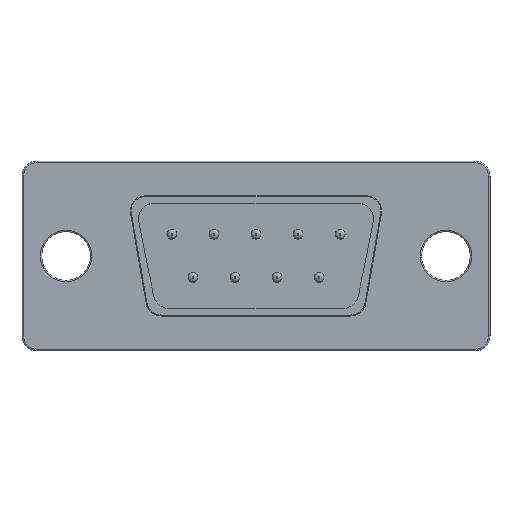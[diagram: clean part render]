
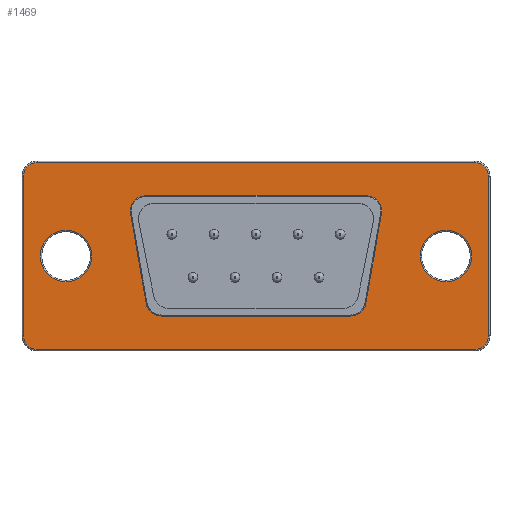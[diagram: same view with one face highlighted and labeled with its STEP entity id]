
A CAD part, top view. The second image highlights one B-rep face of the part: STEP entity #1469.
In plain terms, the highlighted planar face has unit normal (0, 0, 1).
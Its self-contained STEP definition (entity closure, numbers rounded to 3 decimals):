
#1278 = VERTEX_POINT('',#1279);
#1279 = CARTESIAN_POINT('',(-1.729,2.53,4.7));
#1285 = EDGE_CURVE('',#1278,#1286,#1288,.T.);
#1286 = VERTEX_POINT('',#1287);
#1287 = CARTESIAN_POINT('',(-2.714,1.357,4.7));
#1288 = CIRCLE('',#1289,1.);
#1289 = AXIS2_PLACEMENT_3D('',#1290,#1291,#1292);
#1290 = CARTESIAN_POINT('',(-1.729,1.53,4.7));
#1291 = DIRECTION('',(0.,0.,1.));
#1292 = DIRECTION('',(0.,-1.,0.));
#1312 = VERTEX_POINT('',#1313);
#1313 = CARTESIAN_POINT('',(12.809,2.53,4.7));
#1319 = EDGE_CURVE('',#1278,#1312,#1320,.T.);
#1320 = LINE('',#1321,#1322);
#1321 = CARTESIAN_POINT('',(-2.92,2.53,4.7));
#1322 = VECTOR('',#1323,1.);
#1323 = DIRECTION('',(1.,0.,0.));
#1334 = VERTEX_POINT('',#1335);
#1335 = CARTESIAN_POINT('',(-1.68,-4.543,4.7));
#1343 = EDGE_CURVE('',#1334,#1286,#1344,.T.);
#1344 = LINE('',#1345,#1346);
#1345 = CARTESIAN_POINT('',(-1.535,-5.37,4.7));
#1346 = VECTOR('',#1347,1.);
#1347 = DIRECTION('',(-0.173,0.985,0.));
#1358 = EDGE_CURVE('',#1312,#1359,#1361,.T.);
#1359 = VERTEX_POINT('',#1360);
#1360 = CARTESIAN_POINT('',(13.794,1.357,4.7));
#1361 = CIRCLE('',#1362,1.);
#1362 = AXIS2_PLACEMENT_3D('',#1363,#1364,#1365);
#1363 = CARTESIAN_POINT('',(12.809,1.53,4.7));
#1364 = DIRECTION('',(0.,0.,-1.));
#1365 = DIRECTION('',(0.,-1.,0.));
#1383 = VERTEX_POINT('',#1384);
#1384 = CARTESIAN_POINT('',(-0.695,-5.37,4.7));
#1390 = EDGE_CURVE('',#1383,#1334,#1391,.T.);
#1391 = CIRCLE('',#1392,1.);
#1392 = AXIS2_PLACEMENT_3D('',#1393,#1394,#1395);
#1393 = CARTESIAN_POINT('',(-0.695,-4.37,4.7));
#1394 = DIRECTION('',(0.,0.,-1.));
#1395 = DIRECTION('',(0.,-1.,0.));
#1408 = VERTEX_POINT('',#1409);
#1409 = CARTESIAN_POINT('',(12.76,-4.543,4.7));
#1415 = EDGE_CURVE('',#1359,#1408,#1416,.T.);
#1416 = LINE('',#1417,#1418);
#1417 = CARTESIAN_POINT('',(14.,2.53,4.7));
#1418 = VECTOR('',#1419,1.);
#1419 = DIRECTION('',(-0.173,-0.985,0.));
#1432 = EDGE_CURVE('',#1433,#1383,#1435,.T.);
#1433 = VERTEX_POINT('',#1434);
#1434 = CARTESIAN_POINT('',(11.775,-5.37,4.7));
#1435 = LINE('',#1436,#1437);
#1436 = CARTESIAN_POINT('',(12.615,-5.37,4.7));
#1437 = VECTOR('',#1438,1.);
#1438 = DIRECTION('',(-1.,0.,0.));
#1456 = EDGE_CURVE('',#1408,#1433,#1457,.T.);
#1457 = CIRCLE('',#1458,1.);
#1458 = AXIS2_PLACEMENT_3D('',#1459,#1460,#1461);
#1459 = CARTESIAN_POINT('',(11.775,-4.37,4.7));
#1460 = DIRECTION('',(0.,0.,-1.));
#1461 = DIRECTION('',(0.,-1.,0.));
#1469 = ADVANCED_FACE('',(#1470,#1540,#1551,#1561),#1572,.T.);
#1470 = FACE_BOUND('',#1471,.T.);
#1471 = EDGE_LOOP('',(#1472,#1482,#1491,#1499,#1508,#1516,#1525,#1533));
#1472 = ORIENTED_EDGE('',*,*,#1473,.T.);
#1473 = EDGE_CURVE('',#1474,#1476,#1478,.T.);
#1474 = VERTEX_POINT('',#1475);
#1475 = CARTESIAN_POINT('',(19.94,4.73,4.7));
#1476 = VERTEX_POINT('',#1477);
#1477 = CARTESIAN_POINT('',(-8.86,4.73,4.7));
#1478 = LINE('',#1479,#1480);
#1479 = CARTESIAN_POINT('',(19.94,4.73,4.7));
#1480 = VECTOR('',#1481,1.);
#1481 = DIRECTION('',(-1.,0.,0.));
#1482 = ORIENTED_EDGE('',*,*,#1483,.T.);
#1483 = EDGE_CURVE('',#1476,#1484,#1486,.T.);
#1484 = VERTEX_POINT('',#1485);
#1485 = CARTESIAN_POINT('',(-9.76,3.83,4.7));
#1486 = CIRCLE('',#1487,0.9);
#1487 = AXIS2_PLACEMENT_3D('',#1488,#1489,#1490);
#1488 = CARTESIAN_POINT('',(-8.86,3.83,4.7));
#1489 = DIRECTION('',(0.,0.,1.));
#1490 = DIRECTION('',(0.,1.,0.));
#1491 = ORIENTED_EDGE('',*,*,#1492,.T.);
#1492 = EDGE_CURVE('',#1484,#1493,#1495,.T.);
#1493 = VERTEX_POINT('',#1494);
#1494 = CARTESIAN_POINT('',(-9.76,-6.67,4.7));
#1495 = LINE('',#1496,#1497);
#1496 = CARTESIAN_POINT('',(-9.76,3.83,4.7));
#1497 = VECTOR('',#1498,1.);
#1498 = DIRECTION('',(0.,-1.,0.));
#1499 = ORIENTED_EDGE('',*,*,#1500,.T.);
#1500 = EDGE_CURVE('',#1493,#1501,#1503,.T.);
#1501 = VERTEX_POINT('',#1502);
#1502 = CARTESIAN_POINT('',(-8.86,-7.57,4.7));
#1503 = CIRCLE('',#1504,0.9);
#1504 = AXIS2_PLACEMENT_3D('',#1505,#1506,#1507);
#1505 = CARTESIAN_POINT('',(-8.86,-6.67,4.7));
#1506 = DIRECTION('',(0.,0.,1.));
#1507 = DIRECTION('',(-1.,0.,0.));
#1508 = ORIENTED_EDGE('',*,*,#1509,.T.);
#1509 = EDGE_CURVE('',#1501,#1510,#1512,.T.);
#1510 = VERTEX_POINT('',#1511);
#1511 = CARTESIAN_POINT('',(19.94,-7.57,4.7));
#1512 = LINE('',#1513,#1514);
#1513 = CARTESIAN_POINT('',(-8.86,-7.57,4.7));
#1514 = VECTOR('',#1515,1.);
#1515 = DIRECTION('',(1.,0.,0.));
#1516 = ORIENTED_EDGE('',*,*,#1517,.T.);
#1517 = EDGE_CURVE('',#1510,#1518,#1520,.T.);
#1518 = VERTEX_POINT('',#1519);
#1519 = CARTESIAN_POINT('',(20.84,-6.67,4.7));
#1520 = CIRCLE('',#1521,0.9);
#1521 = AXIS2_PLACEMENT_3D('',#1522,#1523,#1524);
#1522 = CARTESIAN_POINT('',(19.94,-6.67,4.7));
#1523 = DIRECTION('',(0.,0.,1.));
#1524 = DIRECTION('',(0.,-1.,0.));
#1525 = ORIENTED_EDGE('',*,*,#1526,.T.);
#1526 = EDGE_CURVE('',#1518,#1527,#1529,.T.);
#1527 = VERTEX_POINT('',#1528);
#1528 = CARTESIAN_POINT('',(20.84,3.83,4.7));
#1529 = LINE('',#1530,#1531);
#1530 = CARTESIAN_POINT('',(20.84,-6.67,4.7));
#1531 = VECTOR('',#1532,1.);
#1532 = DIRECTION('',(0.,1.,0.));
#1533 = ORIENTED_EDGE('',*,*,#1534,.T.);
#1534 = EDGE_CURVE('',#1527,#1474,#1535,.T.);
#1535 = CIRCLE('',#1536,0.9);
#1536 = AXIS2_PLACEMENT_3D('',#1537,#1538,#1539);
#1537 = CARTESIAN_POINT('',(19.94,3.83,4.7));
#1538 = DIRECTION('',(0.,0.,1.));
#1539 = DIRECTION('',(1.,0.,0.));
#1540 = FACE_BOUND('',#1541,.T.);
#1541 = EDGE_LOOP('',(#1542));
#1542 = ORIENTED_EDGE('',*,*,#1543,.F.);
#1543 = EDGE_CURVE('',#1544,#1544,#1546,.T.);
#1544 = VERTEX_POINT('',#1545);
#1545 = CARTESIAN_POINT('',(19.74,-1.42,4.7));
#1546 = CIRCLE('',#1547,1.7);
#1547 = AXIS2_PLACEMENT_3D('',#1548,#1549,#1550);
#1548 = CARTESIAN_POINT('',(18.04,-1.42,4.7));
#1549 = DIRECTION('',(0.,0.,1.));
#1550 = DIRECTION('',(1.,0.,0.));
#1551 = FACE_BOUND('',#1552,.T.);
#1552 = EDGE_LOOP('',(#1553,#1554,#1555,#1556,#1557,#1558,#1559,#1560));
#1553 = ORIENTED_EDGE('',*,*,#1432,.T.);
#1554 = ORIENTED_EDGE('',*,*,#1390,.T.);
#1555 = ORIENTED_EDGE('',*,*,#1343,.T.);
#1556 = ORIENTED_EDGE('',*,*,#1285,.F.);
#1557 = ORIENTED_EDGE('',*,*,#1319,.T.);
#1558 = ORIENTED_EDGE('',*,*,#1358,.T.);
#1559 = ORIENTED_EDGE('',*,*,#1415,.T.);
#1560 = ORIENTED_EDGE('',*,*,#1456,.T.);
#1561 = FACE_BOUND('',#1562,.T.);
#1562 = EDGE_LOOP('',(#1563));
#1563 = ORIENTED_EDGE('',*,*,#1564,.F.);
#1564 = EDGE_CURVE('',#1565,#1565,#1567,.T.);
#1565 = VERTEX_POINT('',#1566);
#1566 = CARTESIAN_POINT('',(-5.26,-1.42,4.7));
#1567 = CIRCLE('',#1568,1.7);
#1568 = AXIS2_PLACEMENT_3D('',#1569,#1570,#1571);
#1569 = CARTESIAN_POINT('',(-6.96,-1.42,4.7));
#1570 = DIRECTION('',(0.,0.,1.));
#1571 = DIRECTION('',(1.,0.,0.));
#1572 = PLANE('',#1573);
#1573 = AXIS2_PLACEMENT_3D('',#1574,#1575,#1576);
#1574 = CARTESIAN_POINT('',(5.54,-1.42,4.7));
#1575 = DIRECTION('',(0.,0.,1.));
#1576 = DIRECTION('',(1.,0.,0.));
